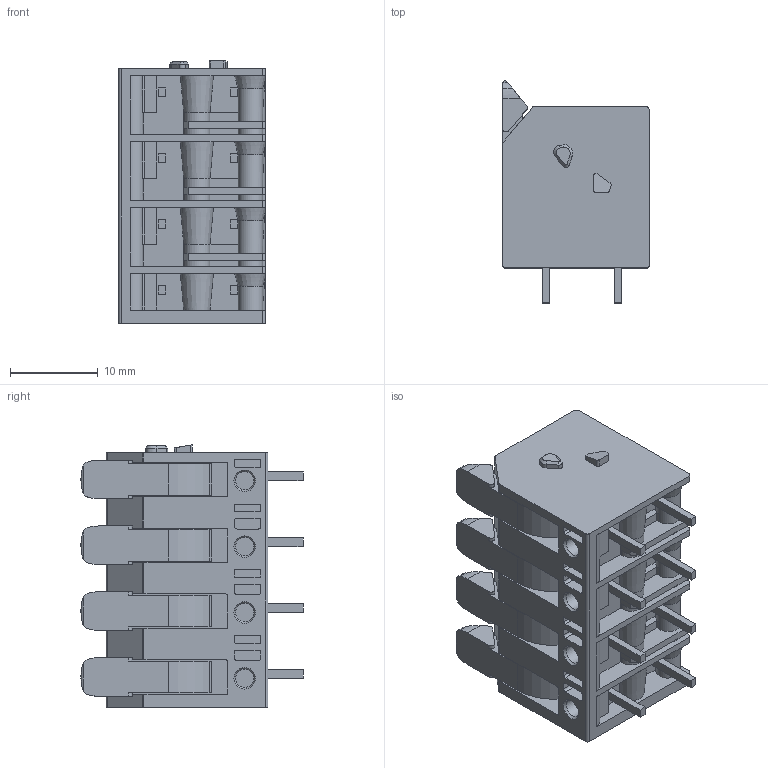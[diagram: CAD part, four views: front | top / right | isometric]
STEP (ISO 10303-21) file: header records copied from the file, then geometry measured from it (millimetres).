
FILE_DESCRIPTION( ( 'STEP AP214' ), '1' );
FILE_NAME( '2604-3304.stp', '2019-05-07T10:59:24', ( '' ), ( '' ), ' ', 'PARTsolutions', ' ' );
FILE_SCHEMA( ( 'AUTOMOTIVE_DESIGN { 1 0 10303 214 1 1 1 1 }' ) );
Length unit declared in the file: millimetre
Products named in the file (1): _2604-3304
Bounding box: 16.7 x 25.3 x 29.9 mm (x, y, z)
Volume: 7432.7 mm3; surface area: 4579.4 mm2
Topology: 1 solids, 1 shells, 578 faces, 1531 edges, 984 vertices
Faces by surface type: plane 351, cylinder 172, cone 55
Full cylindrical faces by diameter (mm): 2.1 x4
Entity records: 22604 total; most frequent: CARTESIAN_POINT 3406, ORIENTED_EDGE 3046, DIRECTION 3042, EDGE_CURVE 1523, LINE 1058, VECTOR 1058, AXIS2_PLACEMENT_3D 992, VERTEX_POINT 984
